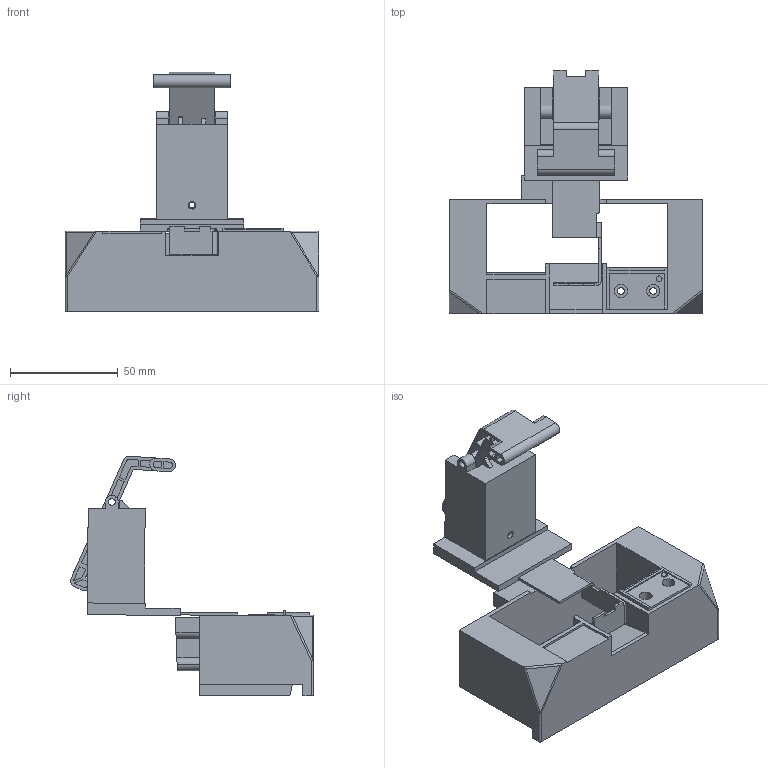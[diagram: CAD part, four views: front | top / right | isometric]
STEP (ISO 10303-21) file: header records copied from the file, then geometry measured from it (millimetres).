
FILE_DESCRIPTION(/* description */ (''),/* implementation_level */ '2;1');
FILE_NAME(/* name */ '擦料.stp',/* time_stamp */ '2025-05-04T11:30:53+08:00',/* author */ (''),/* organization */ (''),/* preprocessor_version */ 'ST-DEVELOPER v16.7',/* originating_system */ 'SIEMENS PLM Software NX 12.0',/* authorisation */ '');
FILE_SCHEMA (('AUTOMOTIVE_DESIGN { 1 0 10303 214 3 1 1 1 }'));
Length unit declared in the file: millimetre
Products named in the file (1): Admi5370A9BEpszx
Bounding box: 118 x 112.88 x 111.39 mm (x, y, z)
Volume: 69158.1 mm3; surface area: 74874.4 mm2
Topology: 5 solids, 5 shells, 530 faces, 1406 edges, 936 vertices
Faces by surface type: plane 394, cylinder 134, sphere 2
Full cylindrical faces by diameter (mm): 2.5 x5, 2.8 x1, 3.2 x4, 3.5 x2, 4.5 x2, 6 x2, 6.5 x1
Entity records: 16406 total; most frequent: CARTESIAN_POINT 2998, ORIENTED_EDGE 2770, DIRECTION 2665, EDGE_CURVE 1385, LINE 1099, VECTOR 1099, VERTEX_POINT 932, AXIS2_PLACEMENT_3D 783
